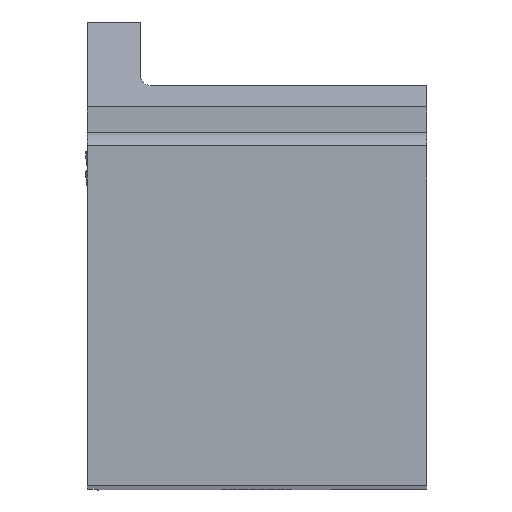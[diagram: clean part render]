
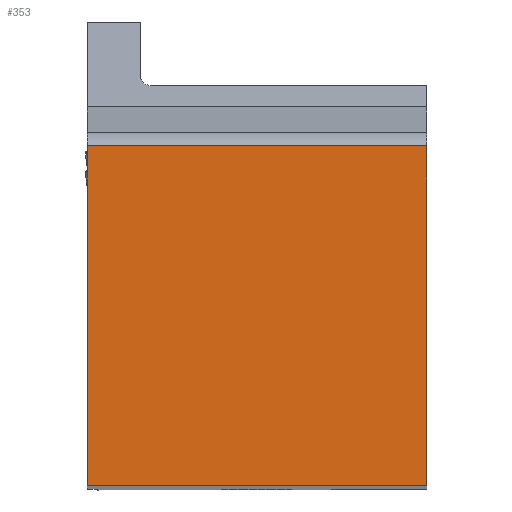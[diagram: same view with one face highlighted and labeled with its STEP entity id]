
A CAD part, top view. The second image highlights one B-rep face of the part: STEP entity #353.
In plain terms, the highlighted planar face has unit normal (0, 0, 1).
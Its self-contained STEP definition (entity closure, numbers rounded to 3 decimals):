
#192=PLANE('',#4151);
#353=ADVANCED_FACE('',(#605),#192,.T.);
#605=FACE_OUTER_BOUND('',#807,.T.);
#807=EDGE_LOOP('',(#1692,#1693,#1694,#1695));
#1692=ORIENTED_EDGE('',*,*,#2867,.T.);
#1693=ORIENTED_EDGE('',*,*,#2785,.T.);
#1694=ORIENTED_EDGE('',*,*,#2744,.T.);
#1695=ORIENTED_EDGE('',*,*,#2873,.T.);
#2249=VERTEX_POINT('',#10703);
#2250=VERTEX_POINT('',#10705);
#2282=VERTEX_POINT('',#10824);
#2336=VERTEX_POINT('',#11022);
#2744=EDGE_CURVE('',#2250,#2249,#3575,.T.);
#2785=EDGE_CURVE('',#2282,#2250,#3599,.T.);
#2867=EDGE_CURVE('',#2336,#2282,#3650,.T.);
#2873=EDGE_CURVE('',#2249,#2336,#3655,.T.);
#3575=LINE('',#10704,#3775);
#3599=LINE('',#10823,#3799);
#3650=LINE('',#11021,#3850);
#3655=LINE('',#11033,#3855);
#3775=VECTOR('',#4487,1.);
#3799=VECTOR('',#4555,1.);
#3850=VECTOR('',#4716,1.);
#3855=VECTOR('',#4729,1.);
#4151=AXIS2_PLACEMENT_3D('',#11035,#4732,#4733);
#4487=DIRECTION('',(0.,1.,0.));
#4555=DIRECTION('',(1.,0.,0.));
#4716=DIRECTION('',(0.,-1.,0.));
#4729=DIRECTION('',(-1.,0.,0.));
#4732=DIRECTION('',(0.,0.,1.));
#4733=DIRECTION('',(1.,0.,0.));
#10703=CARTESIAN_POINT('',(0.,16.,0.));
#10704=CARTESIAN_POINT('',(0.,0.,0.));
#10705=CARTESIAN_POINT('',(0.,0.,0.));
#10823=CARTESIAN_POINT('',(-16.,0.,0.));
#10824=CARTESIAN_POINT('',(-16.,0.,0.));
#11021=CARTESIAN_POINT('',(-16.,16.,0.));
#11022=CARTESIAN_POINT('',(-16.,16.,0.));
#11033=CARTESIAN_POINT('',(0.,16.,0.));
#11035=CARTESIAN_POINT('',(-8.,8.,0.));
